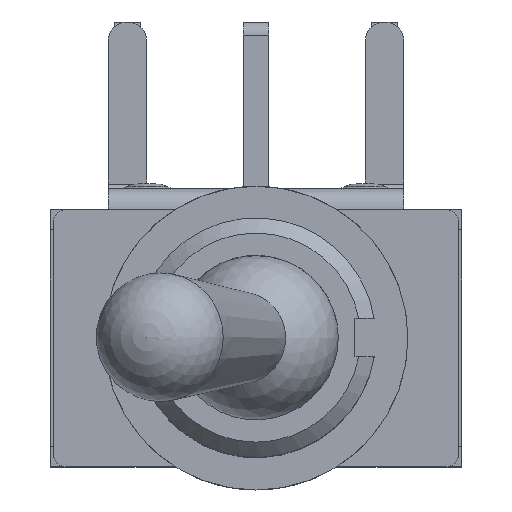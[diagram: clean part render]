
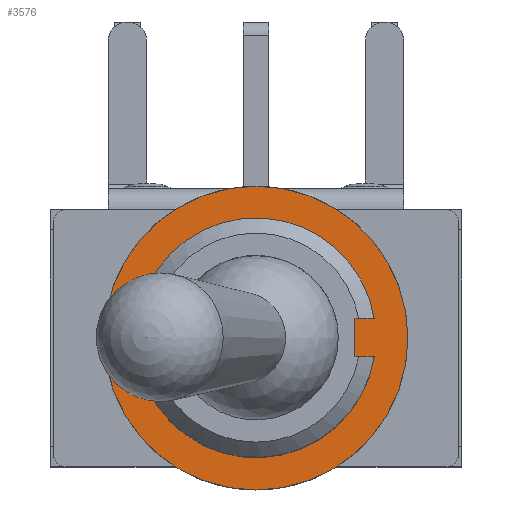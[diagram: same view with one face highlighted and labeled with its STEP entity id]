
A CAD part, top view. The second image highlights one B-rep face of the part: STEP entity #3576.
In plain terms, the highlighted planar face has unit normal (0, 0, 1).
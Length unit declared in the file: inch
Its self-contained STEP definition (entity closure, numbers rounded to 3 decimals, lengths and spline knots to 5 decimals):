
#78=PLANE('',#3872);
#202=FACE_BOUND('',#514,.T.);
#317=FACE_OUTER_BOUND('',#513,.T.);
#513=EDGE_LOOP('',(#2966));
#514=EDGE_LOOP('',(#2967,#2968,#2969,#2970));
#813=LINE('',#6074,#1195);
#816=LINE('',#6080,#1198);
#818=LINE('',#6083,#1200);
#1195=VECTOR('',#4513,0.3937);
#1198=VECTOR('',#4518,0.3937);
#1200=VECTOR('',#4522,0.3937);
#1500=CIRCLE('',#3871,0.09311);
#1501=CIRCLE('',#3873,0.11811);
#1722=VERTEX_POINT('',#6071);
#1723=VERTEX_POINT('',#6073);
#1724=VERTEX_POINT('',#6077);
#1725=VERTEX_POINT('',#6079);
#1726=VERTEX_POINT('',#6087);
#2162=EDGE_CURVE('',#1723,#1722,#813,.T.);
#2165=EDGE_CURVE('',#1725,#1724,#816,.T.);
#2167=EDGE_CURVE('',#1724,#1723,#818,.T.);
#2168=EDGE_CURVE('',#1722,#1725,#1500,.T.);
#2169=EDGE_CURVE('',#1726,#1726,#1501,.T.);
#2966=ORIENTED_EDGE('',*,*,#2169,.F.);
#2967=ORIENTED_EDGE('',*,*,#2165,.T.);
#2968=ORIENTED_EDGE('',*,*,#2167,.T.);
#2969=ORIENTED_EDGE('',*,*,#2162,.T.);
#2970=ORIENTED_EDGE('',*,*,#2168,.T.);
#3576=ADVANCED_FACE('',(#317,#202),#78,.F.);
#3871=AXIS2_PLACEMENT_3D('',#6085,#4525,#4526);
#3872=AXIS2_PLACEMENT_3D('',#6086,#4527,#4528);
#3873=AXIS2_PLACEMENT_3D('',#6088,#4529,#4530);
#4513=DIRECTION('',(1.,0.,0.));
#4518=DIRECTION('',(-1.,0.,0.));
#4522=DIRECTION('',(0.,-1.,0.));
#4525=DIRECTION('center_axis',(0.,0.,
-1.));
#4526=DIRECTION('ref_axis',(-0.987,-0.161,0.));
#4527=DIRECTION('center_axis',(0.,0.,
-1.));
#4528=DIRECTION('ref_axis',(-1.,0.,0.));
#4529=DIRECTION('center_axis',(0.,0.,
-1.));
#4530=DIRECTION('ref_axis',(-1.,0.,0.));
#6071=CARTESIAN_POINT('',(0.0919,-0.01496,0.3248));
#6073=CARTESIAN_POINT('',(0.07694,-0.01496,0.3248));
#6074=CARTESIAN_POINT('',(0.03847,-0.01496,0.3248));
#6077=CARTESIAN_POINT('',(0.07694,0.01496,0.3248));
#6079=CARTESIAN_POINT('',(0.0919,0.01496,0.3248));
#6080=CARTESIAN_POINT('',(0.04595,0.01496,0.3248));
#6083=CARTESIAN_POINT('',(0.07694,0.00748,0.3248));
#6085=CARTESIAN_POINT('Origin',(0.,0.,
0.3248));
#6086=CARTESIAN_POINT('Origin',(0.,0.,
0.3248));
#6087=CARTESIAN_POINT('',(0.11811,0.,0.3248));
#6088=CARTESIAN_POINT('Origin',(0.,0.,
0.3248));
